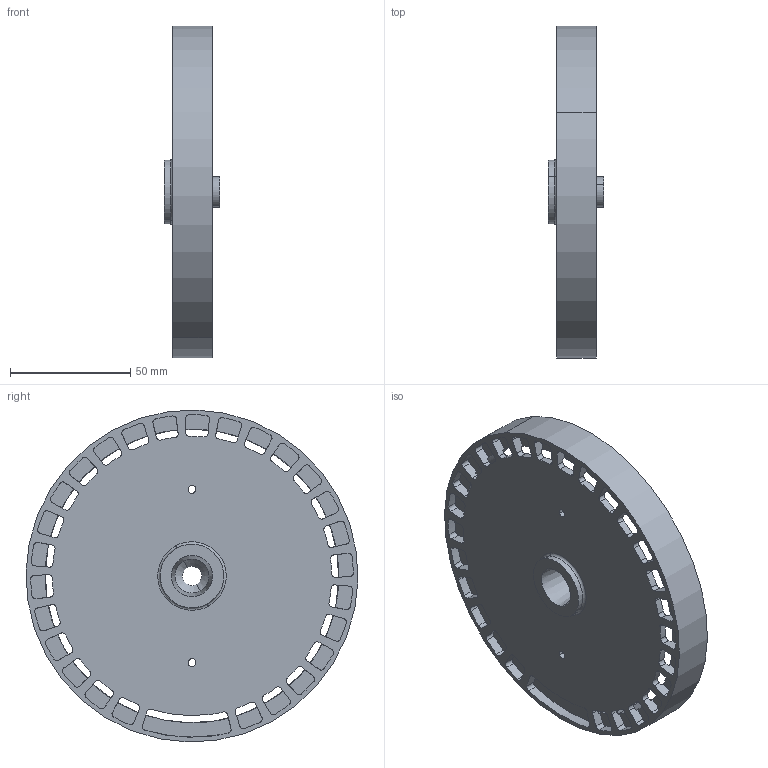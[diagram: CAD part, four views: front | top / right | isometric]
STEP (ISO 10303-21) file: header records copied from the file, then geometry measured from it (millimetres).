
FILE_DESCRIPTION(('CATIA V5 STEP Exchange'),'2;1');
FILE_NAME('Volant_30-2_rectifie_JANV22.stp','2022-01-11T21:28:38+00:00',('none'),('none'),'CATIA Version 5 Release 20 GA (IN-10)','CATIA V5 STEP AP203','none');
FILE_SCHEMA(('CONFIG_CONTROL_DESIGN'));
Length unit declared in the file: millimetre
Products named in the file (1): Volant
Bounding box: 23.18 x 137.96 x 137.96 mm (x, y, z)
Volume: 86897.5 mm3; surface area: 46954.9 mm2
Topology: 1 solids, 1 shells, 371 faces, 1137 edges, 747 vertices
Faces by surface type: cylinder 204, plane 109, torus 46, cone 12
Entity records: 12183 total; most frequent: CARTESIAN_POINT 2408, ORIENTED_EDGE 2266, DIRECTION 1622, EDGE_CURVE 1133, AXIS2_PLACEMENT_3D 823, VERTEX_POINT 747, CIRCLE 548, VECTOR 526
